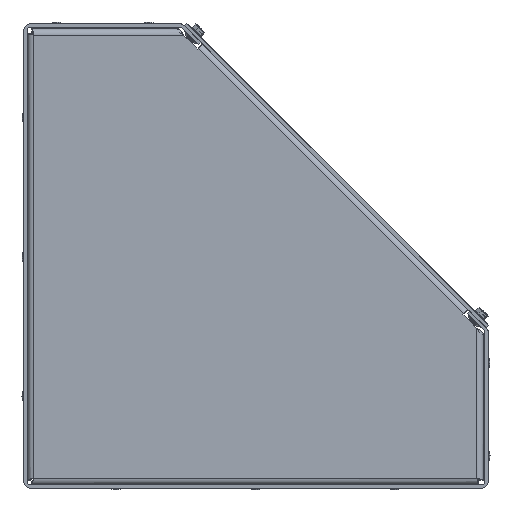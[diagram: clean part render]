
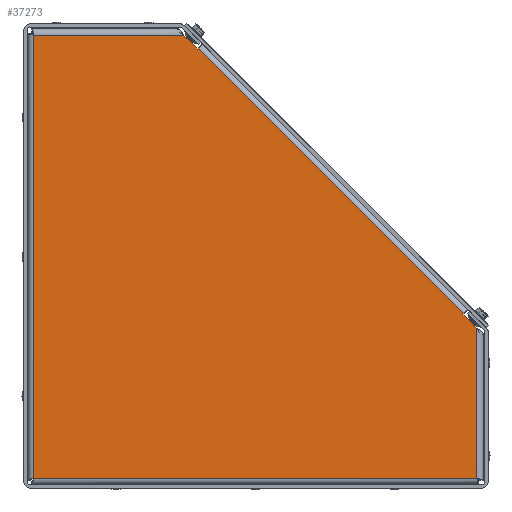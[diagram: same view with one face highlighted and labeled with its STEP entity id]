
A CAD part, left-side view. The second image highlights one B-rep face of the part: STEP entity #37273.
In plain terms, the highlighted planar face has unit normal (-1, 0, 0).
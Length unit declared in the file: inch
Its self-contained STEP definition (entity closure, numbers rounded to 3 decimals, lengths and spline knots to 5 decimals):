
#317 = EDGE_CURVE ( 'NONE', #36594, #2627, #37958, .T. ) ;
#733 = ORIENTED_EDGE ( 'NONE', *, *, #23224, .F. ) ;
#1312 = CARTESIAN_POINT ( 'NONE',  ( -12.38335, -4.19617, 0.74402 ) ) ;
#1798 = VECTOR ( 'NONE', #40707, 39.37008 ) ;
#2627 = VERTEX_POINT ( 'NONE', #3999 ) ;
#3820 = CARTESIAN_POINT ( 'NONE',  ( -12.38335, 1.51703, 6.45723 ) ) ;
#3850 = VECTOR ( 'NONE', #19981, 39.37008 ) ;
#3999 = CARTESIAN_POINT ( 'NONE',  ( -12.38335, -4.20445, 0.7523 ) ) ;
#4818 = CARTESIAN_POINT ( 'NONE',  ( -12.38335, 1.51703, 6.45723 ) ) ;
#5601 = EDGE_CURVE ( 'NONE', #21171, #47756, #41732, .T. ) ;
#6318 = ORIENTED_EDGE ( 'NONE', *, *, #317, .T. ) ;
#7447 = VECTOR ( 'NONE', #31598, 39.37008 ) ;
#7852 = ORIENTED_EDGE ( 'NONE', *, *, #5601, .F. ) ;
#9719 = VERTEX_POINT ( 'NONE', #45390 ) ;
#11960 = VECTOR ( 'NONE', #13381, 39.37008 ) ;
#12211 = CARTESIAN_POINT ( 'NONE',  ( -12.38335, -4.20445, 0.7523 ) ) ;
#12800 = CARTESIAN_POINT ( 'NONE',  ( -12.38335, 1.02133, 6.75825 ) ) ;
#13381 = DIRECTION ( 'NONE',  ( 0., 1., 0. ) ) ;
#13831 = EDGE_CURVE ( 'NONE', #36594, #42424, #38550, .T. ) ;
#15012 = ORIENTED_EDGE ( 'NONE', *, *, #39637, .T. ) ;
#15955 = PLANE ( 'NONE',  #56144 ) ;
#16465 = CARTESIAN_POINT ( 'NONE',  ( -12.38335, 1.50876, 6.46551 ) ) ;
#18306 = VECTOR ( 'NONE', #41141, 39.37008 ) ;
#18893 = ORIENTED_EDGE ( 'NONE', *, *, #31631, .T. ) ;
#19981 = DIRECTION ( 'NONE',  ( 0., -0.707, 0.707 ) ) ;
#20363 = VECTOR ( 'NONE', #39600, 39.37008 ) ;
#20397 = EDGE_LOOP ( 'NONE', ( #733, #7852, #57552, #56921, #15012, #60345, #45058, #6318, #18893 ) ) ;
#21171 = VERTEX_POINT ( 'NONE', #58366 ) ;
#23224 = EDGE_CURVE ( 'NONE', #47756, #31522, #55132, .T. ) ;
#24087 = DIRECTION ( 'NONE',  ( 0., -0.707, -0.707 ) ) ;
#25202 = VERTEX_POINT ( 'NONE', #52196 ) ;
#28388 = CARTESIAN_POINT ( 'NONE',  ( -12.38335, 1.95456, 6.89475 ) ) ;
#29122 = DIRECTION ( 'NONE',  ( -1., 0., 0. ) ) ;
#30121 = EDGE_CURVE ( 'NONE', #25202, #48140, #59310, .T. ) ;
#30156 = CARTESIAN_POINT ( 'NONE',  ( -12.38335, -4.19617, 0.74402 ) ) ;
#30205 = VECTOR ( 'NONE', #24087, 39.37008 ) ;
#31522 = VERTEX_POINT ( 'NONE', #16465 ) ;
#31598 = DIRECTION ( 'NONE',  ( 0., 0., -1. ) ) ;
#31631 = EDGE_CURVE ( 'NONE', #2627, #31522, #49457, .T. ) ;
#32771 = VECTOR ( 'NONE', #47725, 39.37008 ) ;
#33948 = FACE_OUTER_BOUND ( 'NONE', #20397, .T. ) ;
#35840 = CARTESIAN_POINT ( 'NONE',  ( -12.38335, 5.05056, 1.23973 ) ) ;
#35871 = LINE ( 'NONE', #58750, #1798 ) ;
#36594 = VERTEX_POINT ( 'NONE', #30156 ) ;
#37273 = ADVANCED_FACE ( 'NONE', ( #33948 ), #15955, .T. ) ;
#37958 = LINE ( 'NONE', #1312, #3850 ) ;
#38263 = CARTESIAN_POINT ( 'NONE',  ( -12.38335, -4.19617, 0.74402 ) ) ;
#38550 = LINE ( 'NONE', #38263, #32771 ) ;
#39600 = DIRECTION ( 'NONE',  ( 0., -0.707, 0.707 ) ) ;
#39637 = EDGE_CURVE ( 'NONE', #48140, #9719, #35871, .T. ) ;
#40094 = LINE ( 'NONE', #59292, #52133 ) ;
#40707 = DIRECTION ( 'NONE',  ( 0., -1., 0. ) ) ;
#41141 = DIRECTION ( 'NONE',  ( 0., 0.707, 0.707 ) ) ;
#41732 = LINE ( 'NONE', #28388, #30205 ) ;
#41941 = EDGE_CURVE ( 'NONE', #9719, #42424, #40094, .T. ) ;
#42424 = VERTEX_POINT ( 'NONE', #45160 ) ;
#42498 = CARTESIAN_POINT ( 'NONE',  ( -12.38335, 1.02133, 1.23973 ) ) ;
#45058 = ORIENTED_EDGE ( 'NONE', *, *, #13831, .F. ) ;
#45160 = CARTESIAN_POINT ( 'NONE',  ( -12.38335, -4.49719, 0.443 ) ) ;
#45390 = CARTESIAN_POINT ( 'NONE',  ( -12.38335, -4.49719, -2.7895 ) ) ;
#47708 = DIRECTION ( 'NONE',  ( 0., 1., 0. ) ) ;
#47725 = DIRECTION ( 'NONE',  ( 0., -0.707, -0.707 ) ) ;
#47756 = VERTEX_POINT ( 'NONE', #4818 ) ;
#48140 = VERTEX_POINT ( 'NONE', #52359 ) ;
#49282 = DIRECTION ( 'NONE',  ( 0., 0., 1. ) ) ;
#49457 = LINE ( 'NONE', #12211, #18306 ) ;
#52133 = VECTOR ( 'NONE', #49282, 39.37008 ) ;
#52196 = CARTESIAN_POINT ( 'NONE',  ( -12.38335, 5.05056, 6.75825 ) ) ;
#52359 = CARTESIAN_POINT ( 'NONE',  ( -12.38335, 5.05056, -2.7895 ) ) ;
#52645 = EDGE_CURVE ( 'NONE', #21171, #25202, #54642, .T. ) ;
#54642 = LINE ( 'NONE', #12800, #11960 ) ;
#55132 = LINE ( 'NONE', #3820, #20363 ) ;
#56144 = AXIS2_PLACEMENT_3D ( 'NONE', #42498, #29122, #47708 ) ;
#56921 = ORIENTED_EDGE ( 'NONE', *, *, #30121, .T. ) ;
#57552 = ORIENTED_EDGE ( 'NONE', *, *, #52645, .T. ) ;
#58366 = CARTESIAN_POINT ( 'NONE',  ( -12.38335, 1.81806, 6.75825 ) ) ;
#58750 = CARTESIAN_POINT ( 'NONE',  ( -12.38335, 1.02133, -2.7895 ) ) ;
#59292 = CARTESIAN_POINT ( 'NONE',  ( -12.38335, -4.49719, 1.23973 ) ) ;
#59310 = LINE ( 'NONE', #35840, #7447 ) ;
#60345 = ORIENTED_EDGE ( 'NONE', *, *, #41941, .T. ) ;
